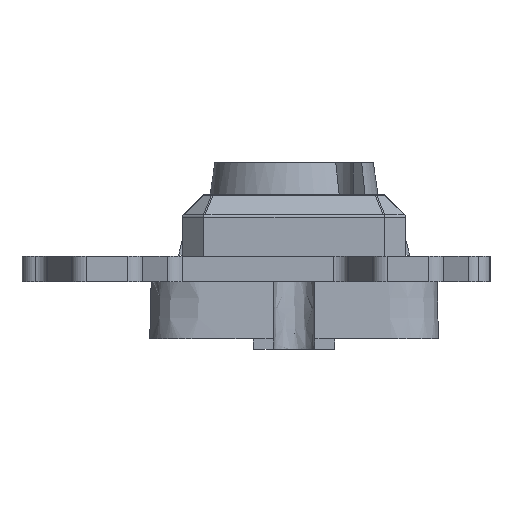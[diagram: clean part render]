
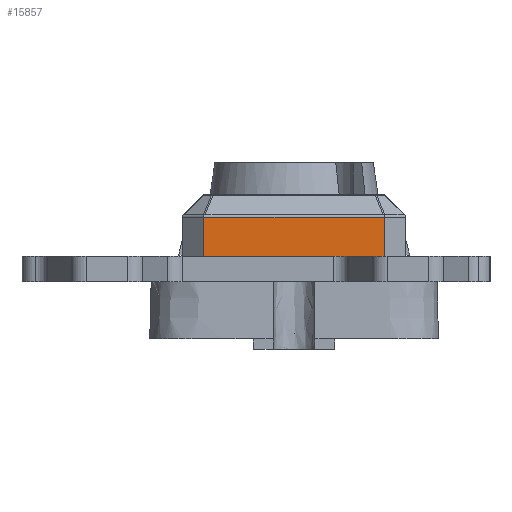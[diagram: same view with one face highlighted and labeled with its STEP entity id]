
A CAD part, front view. The second image highlights one B-rep face of the part: STEP entity #15857.
In plain terms, the highlighted free-form (B-spline) face has degree [1, 1] with [2, 2] control points.
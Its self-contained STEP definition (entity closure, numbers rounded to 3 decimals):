
#526 = B_SPLINE_SURFACE_WITH_KNOTS('',1,1,(
    (#527,#528)
    ,(#529,#530
  )),.UNSPECIFIED.,.F.,.F.,.F.,(2,2),(2,2),(-2.613,2.613),(-2.663,
    2.663),.PIECEWISE_BEZIER_KNOTS.);
#527 = CARTESIAN_POINT('',(18.1,5.725,1.05));
#528 = CARTESIAN_POINT('',(18.1,0.4,1.05));
#529 = CARTESIAN_POINT('',(12.875,5.725,1.05));
#530 = CARTESIAN_POINT('',(12.875,0.4,1.05));
#574 = B_SPLINE_SURFACE_WITH_KNOTS('',1,1,(
    (#575,#576)
    ,(#577,#578
    )),.UNSPECIFIED.,.F.,.F.,.F.,(2,2),(2,2),(-9.514,
    8.397),(-7.947,9.572),
  .PIECEWISE_BEZIER_KNOTS.);
#575 = CARTESIAN_POINT('',(0.295,0.289,4.05));
#576 = CARTESIAN_POINT('',(0.295,17.808,4.05));
#577 = CARTESIAN_POINT('',(18.206,0.289,4.05));
#578 = CARTESIAN_POINT('',(18.206,17.808,4.05));
#905 = B_SPLINE_SURFACE_WITH_KNOTS('',1,1,(
    (#906,#907)
    ,(#908,#909
    )),.UNSPECIFIED.,.F.,.F.,.F.,(2,2),(2,2),(0.,1.55),
  (0.,3.),.PIECEWISE_BEZIER_KNOTS.);
#906 = CARTESIAN_POINT('',(16.55,5.725,4.05));
#907 = CARTESIAN_POINT('',(16.55,5.725,1.05));
#908 = CARTESIAN_POINT('',(18.1,5.725,4.05));
#909 = CARTESIAN_POINT('',(18.1,5.725,1.05));
#1136 = VERTEX_POINT('',#1137);
#1137 = CARTESIAN_POINT('',(16.55,5.725,1.05));
#1155 = EDGE_CURVE('',#1156,#1136,#1158,.T.);
#1156 = VERTEX_POINT('',#1157);
#1157 = CARTESIAN_POINT('',(16.55,5.725,4.05));
#1158 = SURFACE_CURVE('',#1159,(#1162,#1168),.PCURVE_S1.);
#1159 = B_SPLINE_CURVE_WITH_KNOTS('',1,(#1160,#1161),.UNSPECIFIED.,.F.,
  .F.,(2,2),(0.,3.),.PIECEWISE_BEZIER_KNOTS.);
#1160 = CARTESIAN_POINT('',(16.55,5.725,4.05));
#1161 = CARTESIAN_POINT('',(16.55,5.725,1.05));
#1162 = PCURVE('',#905,#1163);
#1163 = DEFINITIONAL_REPRESENTATION('',(#1164),#1167);
#1164 = B_SPLINE_CURVE_WITH_KNOTS('',1,(#1165,#1166),.UNSPECIFIED.,.F.,
  .F.,(2,2),(0.,3.),.PIECEWISE_BEZIER_KNOTS.);
#1165 = CARTESIAN_POINT('',(0.,0.));
#1166 = CARTESIAN_POINT('',(0.,3.));
#1167 = ( GEOMETRIC_REPRESENTATION_CONTEXT(2) 
PARAMETRIC_REPRESENTATION_CONTEXT() REPRESENTATION_CONTEXT('2D SPACE',''
  ) );
#1168 = PCURVE('',#1169,#1174);
#1169 = B_SPLINE_SURFACE_WITH_KNOTS('',1,1,(
    (#1170,#1171)
    ,(#1172,#1173
    )),.UNSPECIFIED.,.F.,.F.,.F.,(2,2),(2,2),(0.,11.34)
  ,(-3.,3.587),.PIECEWISE_BEZIER_KNOTS.);
#1170 = CARTESIAN_POINT('',(16.55,3.38,1.05));
#1171 = CARTESIAN_POINT('',(16.55,3.38,7.637));
#1172 = CARTESIAN_POINT('',(16.55,14.72,1.05));
#1173 = CARTESIAN_POINT('',(16.55,14.72,7.637));
#1174 = DEFINITIONAL_REPRESENTATION('',(#1175),#1178);
#1175 = B_SPLINE_CURVE_WITH_KNOTS('',1,(#1176,#1177),.UNSPECIFIED.,.F.,
  .F.,(2,2),(0.,3.),.PIECEWISE_BEZIER_KNOTS.);
#1176 = CARTESIAN_POINT('',(2.345,0.));
#1177 = CARTESIAN_POINT('',(2.345,-3.));
#1178 = ( GEOMETRIC_REPRESENTATION_CONTEXT(2) 
PARAMETRIC_REPRESENTATION_CONTEXT() REPRESENTATION_CONTEXT('2D SPACE',''
  ) );
#1202 = EDGE_CURVE('',#1203,#1136,#1205,.T.);
#1203 = VERTEX_POINT('',#1204);
#1204 = CARTESIAN_POINT('',(16.55,3.38,1.05));
#1205 = SURFACE_CURVE('',#1206,(#1209,#1215),.PCURVE_S1.);
#1206 = B_SPLINE_CURVE_WITH_KNOTS('',1,(#1207,#1208),.UNSPECIFIED.,.F.,
  .F.,(2,2),(-11.34,-8.995),.PIECEWISE_BEZIER_KNOTS.);
#1207 = CARTESIAN_POINT('',(16.55,3.38,1.05));
#1208 = CARTESIAN_POINT('',(16.55,5.725,1.05));
#1209 = PCURVE('',#526,#1210);
#1210 = DEFINITIONAL_REPRESENTATION('',(#1211),#1214);
#1211 = B_SPLINE_CURVE_WITH_KNOTS('',1,(#1212,#1213),.UNSPECIFIED.,.F.,
  .F.,(2,2),(-11.34,-8.995),.PIECEWISE_BEZIER_KNOTS.);
#1212 = CARTESIAN_POINT('',(-1.063,-0.318));
#1213 = CARTESIAN_POINT('',(-1.063,-2.663));
#1214 = ( GEOMETRIC_REPRESENTATION_CONTEXT(2) 
PARAMETRIC_REPRESENTATION_CONTEXT() REPRESENTATION_CONTEXT('2D SPACE',''
  ) );
#1215 = PCURVE('',#1169,#1216);
#1216 = DEFINITIONAL_REPRESENTATION('',(#1217),#1220);
#1217 = B_SPLINE_CURVE_WITH_KNOTS('',1,(#1218,#1219),.UNSPECIFIED.,.F.,
  .F.,(2,2),(-11.34,-8.995),.PIECEWISE_BEZIER_KNOTS.);
#1218 = CARTESIAN_POINT('',(0.,-3.));
#1219 = CARTESIAN_POINT('',(2.345,-3.));
#1220 = ( GEOMETRIC_REPRESENTATION_CONTEXT(2) 
PARAMETRIC_REPRESENTATION_CONTEXT() REPRESENTATION_CONTEXT('2D SPACE',''
  ) );
#1236 = B_SPLINE_SURFACE_WITH_KNOTS('',1,1,(
    (#1237,#1238)
    ,(#1239,#1240
    )),.UNSPECIFIED.,.F.,.F.,.F.,(2,2),(2,2),(0.,
    1.881),(-3.,3.587),.PIECEWISE_BEZIER_KNOTS.);
#1237 = CARTESIAN_POINT('',(15.22,2.05,1.05));
#1238 = CARTESIAN_POINT('',(15.22,2.05,7.637));
#1239 = CARTESIAN_POINT('',(16.55,3.38,1.05));
#1240 = CARTESIAN_POINT('',(16.55,3.38,7.637));
#10213 = VERTEX_POINT('',#10214);
#10214 = CARTESIAN_POINT('',(16.55,3.38,7.637));
#10249 = ( BOUNDED_SURFACE() B_SPLINE_SURFACE(2,1,(
    (#10250,#10251)
    ,(#10252,#10253)
    ,(#10254,#10255
)),.UNSPECIFIED.,.F.,.F.,.F.) B_SPLINE_SURFACE_WITH_KNOTS((3,3),(2,2),(
    5.89,6.676),(-1.418,9.923),
.PIECEWISE_BEZIER_KNOTS.) GEOMETRIC_REPRESENTATION_ITEM() 
RATIONAL_B_SPLINE_SURFACE((
    (1.,1.)
    ,(0.924,0.924)
,(1.,1.))) REPRESENTATION_ITEM('') SURFACE() );
#10250 = CARTESIAN_POINT('',(16.491,3.38,
    7.779));
#10251 = CARTESIAN_POINT('',(16.491,14.72,
    7.779));
#10252 = CARTESIAN_POINT('',(16.55,3.38,7.72));
#10253 = CARTESIAN_POINT('',(16.55,14.72,7.72));
#10254 = CARTESIAN_POINT('',(16.55,3.38,7.637));
#10255 = CARTESIAN_POINT('',(16.55,14.72,7.637));
#11602 = VERTEX_POINT('',#11603);
#11603 = CARTESIAN_POINT('',(16.55,14.72,7.637));
#11637 = B_SPLINE_SURFACE_WITH_KNOTS('',1,1,(
    (#11638,#11639)
    ,(#11640,#11641
    )),.UNSPECIFIED.,.F.,.F.,.F.,(2,2),(2,2),(0.,1.881),(
    0.,3.587),.PIECEWISE_BEZIER_KNOTS.);
#11638 = CARTESIAN_POINT('',(16.55,14.72,4.05));
#11639 = CARTESIAN_POINT('',(16.55,14.72,7.637));
#11640 = CARTESIAN_POINT('',(15.22,16.05,4.05));
#11641 = CARTESIAN_POINT('',(15.22,16.05,7.637));
#11791 = EDGE_CURVE('',#10213,#1203,#11792,.T.);
#11792 = SURFACE_CURVE('',#11793,(#11796,#11802),.PCURVE_S1.);
#11793 = B_SPLINE_CURVE_WITH_KNOTS('',1,(#11794,#11795),.UNSPECIFIED.,
  .F.,.F.,(2,2),(-3.587,3.),.PIECEWISE_BEZIER_KNOTS.);
#11794 = CARTESIAN_POINT('',(16.55,3.38,7.637));
#11795 = CARTESIAN_POINT('',(16.55,3.38,1.05));
#11796 = PCURVE('',#1236,#11797);
#11797 = DEFINITIONAL_REPRESENTATION('',(#11798),#11801);
#11798 = B_SPLINE_CURVE_WITH_KNOTS('',1,(#11799,#11800),.UNSPECIFIED.,
  .F.,.F.,(2,2),(-3.587,3.),.PIECEWISE_BEZIER_KNOTS.);
#11799 = CARTESIAN_POINT('',(1.881,3.587));
#11800 = CARTESIAN_POINT('',(1.881,-3.));
#11801 = ( GEOMETRIC_REPRESENTATION_CONTEXT(2) 
PARAMETRIC_REPRESENTATION_CONTEXT() REPRESENTATION_CONTEXT('2D SPACE',''
  ) );
#11802 = PCURVE('',#1169,#11803);
#11803 = DEFINITIONAL_REPRESENTATION('',(#11804),#11807);
#11804 = B_SPLINE_CURVE_WITH_KNOTS('',1,(#11805,#11806),.UNSPECIFIED.,
  .F.,.F.,(2,2),(-3.587,3.),.PIECEWISE_BEZIER_KNOTS.);
#11805 = CARTESIAN_POINT('',(0.,3.587));
#11806 = CARTESIAN_POINT('',(0.,-3.));
#11807 = ( GEOMETRIC_REPRESENTATION_CONTEXT(2) 
PARAMETRIC_REPRESENTATION_CONTEXT() REPRESENTATION_CONTEXT('2D SPACE',''
  ) );
#11935 = EDGE_CURVE('',#10213,#11602,#11936,.T.);
#11936 = SURFACE_CURVE('',#11937,(#11940,#11947),.PCURVE_S1.);
#11937 = B_SPLINE_CURVE_WITH_KNOTS('',1,(#11938,#11939),.UNSPECIFIED.,
  .F.,.F.,(2,2),(-1.418,9.923),.PIECEWISE_BEZIER_KNOTS.);
#11938 = CARTESIAN_POINT('',(16.55,3.38,7.637));
#11939 = CARTESIAN_POINT('',(16.55,14.72,7.637));
#11940 = PCURVE('',#10249,#11941);
#11941 = DEFINITIONAL_REPRESENTATION('',(#11942),#11946);
#11942 = B_SPLINE_CURVE_WITH_KNOTS('',2,(#11943,#11944,#11945),
  .UNSPECIFIED.,.F.,.F.,(3,3),(-1.418,9.923),
  .PIECEWISE_BEZIER_KNOTS.);
#11943 = CARTESIAN_POINT('',(6.676,-1.418));
#11944 = CARTESIAN_POINT('',(6.676,4.253));
#11945 = CARTESIAN_POINT('',(6.676,9.923));
#11946 = ( GEOMETRIC_REPRESENTATION_CONTEXT(2) 
PARAMETRIC_REPRESENTATION_CONTEXT() REPRESENTATION_CONTEXT('2D SPACE',''
  ) );
#11947 = PCURVE('',#1169,#11948);
#11948 = DEFINITIONAL_REPRESENTATION('',(#11949),#11952);
#11949 = B_SPLINE_CURVE_WITH_KNOTS('',1,(#11950,#11951),.UNSPECIFIED.,
  .F.,.F.,(2,2),(-1.418,9.923),.PIECEWISE_BEZIER_KNOTS.);
#11950 = CARTESIAN_POINT('',(0.,3.587));
#11951 = CARTESIAN_POINT('',(11.34,3.587));
#11952 = ( GEOMETRIC_REPRESENTATION_CONTEXT(2) 
PARAMETRIC_REPRESENTATION_CONTEXT() REPRESENTATION_CONTEXT('2D SPACE',''
  ) );
#14893 = VERTEX_POINT('',#14894);
#14894 = CARTESIAN_POINT('',(16.55,14.72,4.05));
#14912 = EDGE_CURVE('',#1156,#14893,#14913,.T.);
#14913 = SURFACE_CURVE('',#14914,(#14917,#14923),.PCURVE_S1.);
#14914 = B_SPLINE_CURVE_WITH_KNOTS('',1,(#14915,#14916),.UNSPECIFIED.,
  .F.,.F.,(2,2),(-0.54,8.455),.PIECEWISE_BEZIER_KNOTS.);
#14915 = CARTESIAN_POINT('',(16.55,5.725,4.05));
#14916 = CARTESIAN_POINT('',(16.55,14.72,4.05));
#14917 = PCURVE('',#574,#14918);
#14918 = DEFINITIONAL_REPRESENTATION('',(#14919),#14922);
#14919 = B_SPLINE_CURVE_WITH_KNOTS('',1,(#14920,#14921),.UNSPECIFIED.,
  .F.,.F.,(2,2),(-0.54,8.455),.PIECEWISE_BEZIER_KNOTS.);
#14920 = CARTESIAN_POINT('',(6.741,-2.511));
#14921 = CARTESIAN_POINT('',(6.741,6.484));
#14922 = ( GEOMETRIC_REPRESENTATION_CONTEXT(2) 
PARAMETRIC_REPRESENTATION_CONTEXT() REPRESENTATION_CONTEXT('2D SPACE',''
  ) );
#14923 = PCURVE('',#1169,#14924);
#14924 = DEFINITIONAL_REPRESENTATION('',(#14925),#14928);
#14925 = B_SPLINE_CURVE_WITH_KNOTS('',1,(#14926,#14927),.UNSPECIFIED.,
  .F.,.F.,(2,2),(-0.54,8.455),.PIECEWISE_BEZIER_KNOTS.);
#14926 = CARTESIAN_POINT('',(2.345,0.));
#14927 = CARTESIAN_POINT('',(11.34,0.));
#14928 = ( GEOMETRIC_REPRESENTATION_CONTEXT(2) 
PARAMETRIC_REPRESENTATION_CONTEXT() REPRESENTATION_CONTEXT('2D SPACE',''
  ) );
#15857 = ADVANCED_FACE('',(#15858),#1169,.T.);
#15858 = FACE_BOUND('',#15859,.T.);
#15859 = EDGE_LOOP('',(#15860,#15861,#15862,#15863,#15864,#15865));
#15860 = ORIENTED_EDGE('',*,*,#11935,.F.);
#15861 = ORIENTED_EDGE('',*,*,#11791,.T.);
#15862 = ORIENTED_EDGE('',*,*,#1202,.T.);
#15863 = ORIENTED_EDGE('',*,*,#1155,.F.);
#15864 = ORIENTED_EDGE('',*,*,#14912,.T.);
#15865 = ORIENTED_EDGE('',*,*,#15866,.T.);
#15866 = EDGE_CURVE('',#14893,#11602,#15867,.T.);
#15867 = SURFACE_CURVE('',#15868,(#15871,#15877),.PCURVE_S1.);
#15868 = B_SPLINE_CURVE_WITH_KNOTS('',1,(#15869,#15870),.UNSPECIFIED.,
  .F.,.F.,(2,2),(0.,3.587),.PIECEWISE_BEZIER_KNOTS.);
#15869 = CARTESIAN_POINT('',(16.55,14.72,4.05));
#15870 = CARTESIAN_POINT('',(16.55,14.72,7.637));
#15871 = PCURVE('',#1169,#15872);
#15872 = DEFINITIONAL_REPRESENTATION('',(#15873),#15876);
#15873 = B_SPLINE_CURVE_WITH_KNOTS('',1,(#15874,#15875),.UNSPECIFIED.,
  .F.,.F.,(2,2),(0.,3.587),.PIECEWISE_BEZIER_KNOTS.);
#15874 = CARTESIAN_POINT('',(11.34,0.));
#15875 = CARTESIAN_POINT('',(11.34,3.587));
#15876 = ( GEOMETRIC_REPRESENTATION_CONTEXT(2) 
PARAMETRIC_REPRESENTATION_CONTEXT() REPRESENTATION_CONTEXT('2D SPACE',''
  ) );
#15877 = PCURVE('',#11637,#15878);
#15878 = DEFINITIONAL_REPRESENTATION('',(#15879),#15882);
#15879 = B_SPLINE_CURVE_WITH_KNOTS('',1,(#15880,#15881),.UNSPECIFIED.,
  .F.,.F.,(2,2),(0.,3.587),.PIECEWISE_BEZIER_KNOTS.);
#15880 = CARTESIAN_POINT('',(0.,0.));
#15881 = CARTESIAN_POINT('',(0.,3.587));
#15882 = ( GEOMETRIC_REPRESENTATION_CONTEXT(2) 
PARAMETRIC_REPRESENTATION_CONTEXT() REPRESENTATION_CONTEXT('2D SPACE',''
  ) );
